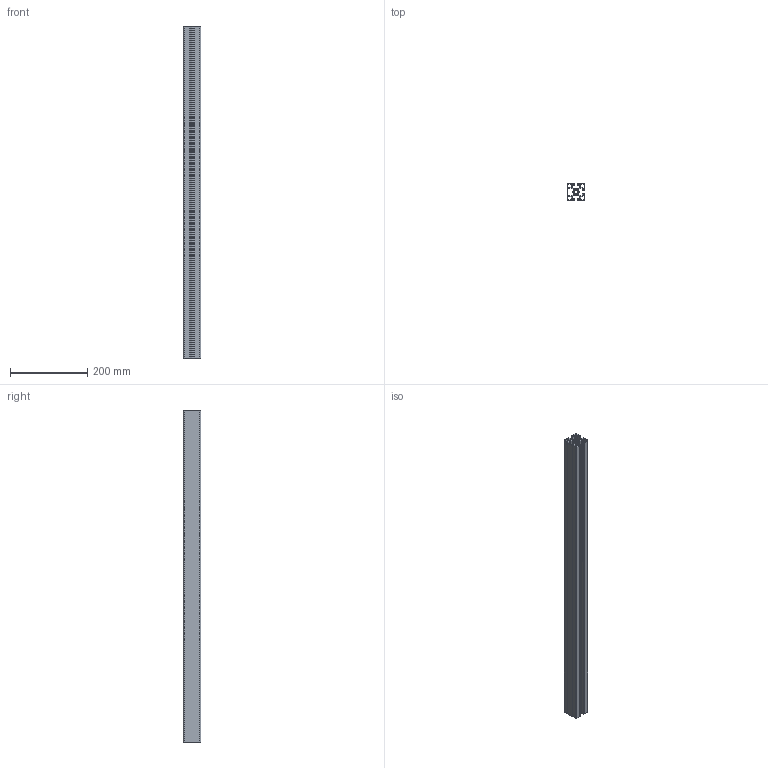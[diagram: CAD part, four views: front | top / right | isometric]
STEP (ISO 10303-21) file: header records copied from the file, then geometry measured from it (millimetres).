
FILE_DESCRIPTION(('Open CASCADE Model'),'2;1');
FILE_NAME('Open CASCADE Shape Model','2021-04-08T10:46:57',('Author'),( 'Open CASCADE'),'Open CASCADE STEP processor 7.4','Open CASCADE 7.4' ,'Unknown');
FILE_SCHEMA(('CONFIG_CONTROL_DESIGN'));
Length unit declared in the file: millimetre
Products named in the file (1): 0000032570 13
Bounding box: 45 x 45 x 861 mm (x, y, z)
Volume: 517994.4 mm3; surface area: 515689.3 mm2
Topology: 1 solids, 1 shells, 202 faces, 605 edges, 405 vertices
Faces by surface type: cylinder 114, plane 88
Entity records: 15444 total; most frequent: CARTESIAN_POINT 3916, DIRECTION 2079, LINE 1256, VECTOR 1256, ORIENTED_EDGE 1210, PCURVE 1210, DEFINITIONAL_REPRESENTATION 1210, EDGE_CURVE 605
